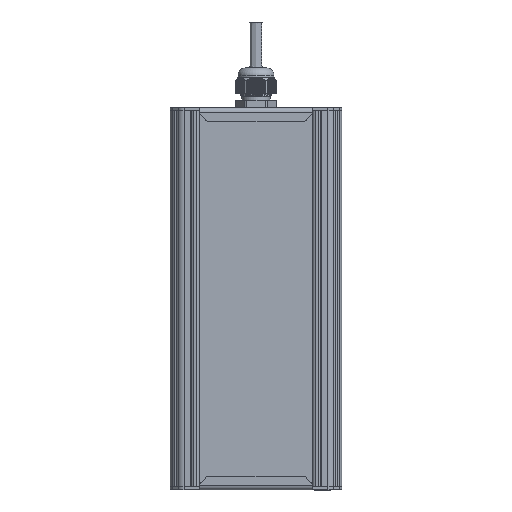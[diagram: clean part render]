
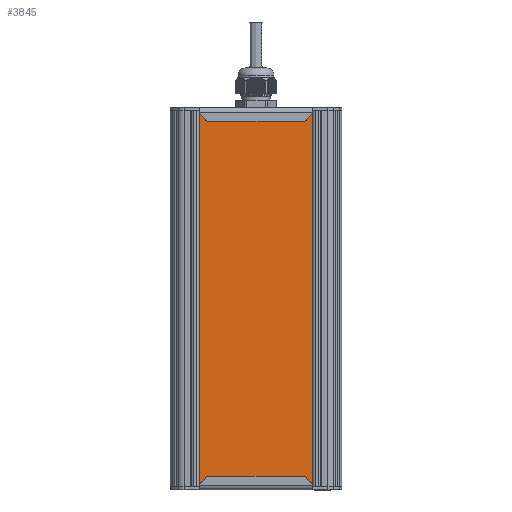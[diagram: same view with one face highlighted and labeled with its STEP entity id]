
A CAD part, front view. The second image highlights one B-rep face of the part: STEP entity #3845.
In plain terms, the highlighted face is planar.
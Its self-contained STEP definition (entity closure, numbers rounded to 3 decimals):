
#3845=ADVANCED_FACE('',(#13026),#13028,.T.);
#13026=FACE_BOUND('',#13027,.T.);
#13027=EDGE_LOOP('',(#41951,#41952,#41953,#41954));
#13028=PLANE('',#13029);
#13029=AXIS2_PLACEMENT_3D('',#13030,#13031,#13032);
#13030=CARTESIAN_POINT('',(120.465,593.492,117.308));
#13031=DIRECTION('',(0.,0.,-1.));
#13032=DIRECTION('',(0.,1.,0.));
#41951=ORIENTED_EDGE('',*,*,#49957,.T.);
#41952=ORIENTED_EDGE('',*,*,#49956,.T.);
#41953=ORIENTED_EDGE('',*,*,#49958,.T.);
#41954=ORIENTED_EDGE('',*,*,#49959,.F.);
#49956=EDGE_CURVE('',#56287,#56292,#56294,.T.);
#49957=EDGE_CURVE('',#56295,#56287,#56296,.F.);
#49958=EDGE_CURVE('',#56292,#56297,#56298,.T.);
#49959=EDGE_CURVE('',#56295,#56297,#56299,.T.);
#56287=VERTEX_POINT('',#76299);
#56292=VERTEX_POINT('',#76308);
#56294=LINE('',#76312,#76313);
#56295=VERTEX_POINT('',#76315);
#56296=LINE('',#76316,#76317);
#56297=VERTEX_POINT('',#76319);
#56298=LINE('',#76320,#76321);
#56299=LINE('',#76323,#76324);
#76299=CARTESIAN_POINT('',(145.465,679.838,117.308));
#76308=CARTESIAN_POINT('',(391.465,679.838,117.308));
#76312=CARTESIAN_POINT('',(145.465,679.838,117.308));
#76313=VECTOR('',#76314,1.);
#76314=DIRECTION('',(1.,0.,0.));
#76315=CARTESIAN_POINT('',(145.465,593.492,117.308));
#76316=CARTESIAN_POINT('',(145.465,679.838,117.308));
#76317=VECTOR('',#76318,1.);
#76318=DIRECTION('',(0.,-1.,0.));
#76319=CARTESIAN_POINT('',(391.465,593.492,117.308));
#76320=CARTESIAN_POINT('',(391.465,679.838,117.308));
#76321=VECTOR('',#76322,1.);
#76322=DIRECTION('',(0.,-1.,0.));
#76323=CARTESIAN_POINT('',(145.465,593.492,117.308));
#76324=VECTOR('',#76325,1.);
#76325=DIRECTION('',(1.,0.,0.));
